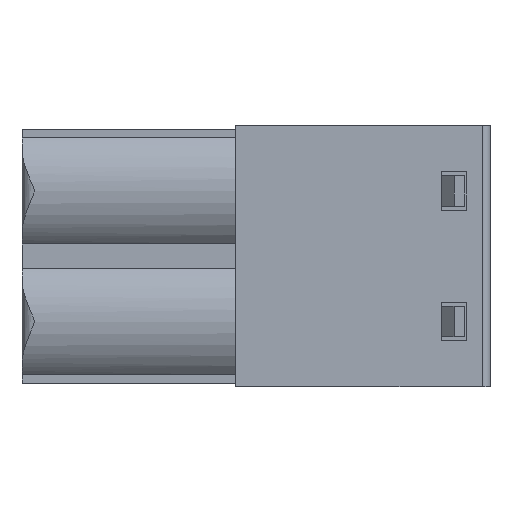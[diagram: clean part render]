
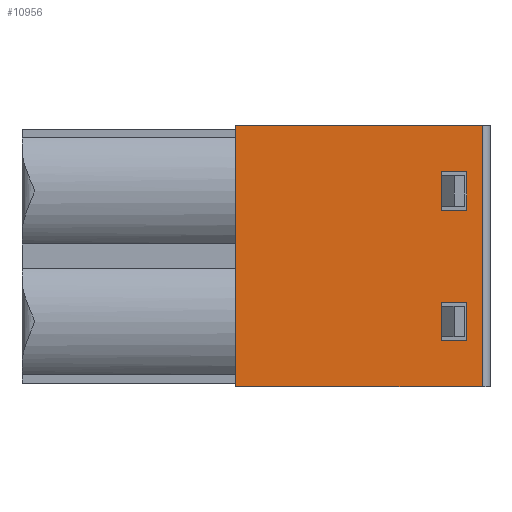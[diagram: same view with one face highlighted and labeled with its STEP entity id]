
A CAD part, front view. The second image highlights one B-rep face of the part: STEP entity #10956.
In plain terms, the highlighted planar face has unit normal (0, -1, 0).
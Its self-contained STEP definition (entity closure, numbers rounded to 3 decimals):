
#32=DIRECTION('',(1.,0.,0.));
#33=VECTOR('',#32,9.6);
#34=CARTESIAN_POINT('',(8.3,0.,2.54));
#35=LINE('',#34,#33);
#864=DIRECTION('',(1.,0.,0.));
#865=VECTOR('',#864,9.6);
#866=CARTESIAN_POINT('',(8.3,0.,-7.62));
#867=LINE('',#866,#865);
#899=DIRECTION('',(0.,0.,1.));
#900=VECTOR('',#899,10.16);
#901=CARTESIAN_POINT('',(8.3,0.,-7.62));
#902=LINE('',#901,#900);
#903=DIRECTION('',(-1.,0.,0.));
#904=VECTOR('',#903,1.);
#905=CARTESIAN_POINT('',(17.3,0.,-5.83));
#906=LINE('',#905,#904);
#907=DIRECTION('',(0.,0.,-1.));
#908=VECTOR('',#907,1.5);
#909=CARTESIAN_POINT('',(17.3,0.,-4.33));
#910=LINE('',#909,#908);
#911=DIRECTION('',(1.,0.,0.));
#912=VECTOR('',#911,1.);
#913=CARTESIAN_POINT('',(16.3,0.,-4.33));
#914=LINE('',#913,#912);
#915=DIRECTION('',(0.,0.,1.));
#916=VECTOR('',#915,1.5);
#917=CARTESIAN_POINT('',(16.3,0.,-5.83));
#918=LINE('',#917,#916);
#919=DIRECTION('',(-1.,0.,0.));
#920=VECTOR('',#919,1.);
#921=CARTESIAN_POINT('',(17.3,0.,-0.75));
#922=LINE('',#921,#920);
#923=DIRECTION('',(0.,0.,-1.));
#924=VECTOR('',#923,1.5);
#925=CARTESIAN_POINT('',(17.3,0.,0.75));
#926=LINE('',#925,#924);
#927=DIRECTION('',(1.,0.,0.));
#928=VECTOR('',#927,1.);
#929=CARTESIAN_POINT('',(16.3,0.,0.75));
#930=LINE('',#929,#928);
#931=DIRECTION('',(0.,0.,1.));
#932=VECTOR('',#931,1.5);
#933=CARTESIAN_POINT('',(16.3,0.,-0.75));
#934=LINE('',#933,#932);
#935=DIRECTION('',(0.,0.,1.));
#936=VECTOR('',#935,10.16);
#937=CARTESIAN_POINT('',(17.9,0.,-7.62));
#938=LINE('',#937,#936);
#8276=CARTESIAN_POINT('',(8.3,0.,-7.62));
#8277=CARTESIAN_POINT('',(8.3,0.,2.54));
#8278=VERTEX_POINT('',#8276);
#8279=VERTEX_POINT('',#8277);
#8384=CARTESIAN_POINT('',(17.3,0.,-0.75));
#8385=CARTESIAN_POINT('',(16.3,0.,-0.75));
#8386=VERTEX_POINT('',#8384);
#8387=VERTEX_POINT('',#8385);
#8388=CARTESIAN_POINT('',(16.3,0.,0.75));
#8389=VERTEX_POINT('',#8388);
#8390=CARTESIAN_POINT('',(17.3,0.,0.75));
#8391=VERTEX_POINT('',#8390);
#8416=CARTESIAN_POINT('',(17.3,0.,-5.83));
#8417=CARTESIAN_POINT('',(16.3,0.,-5.83));
#8418=VERTEX_POINT('',#8416);
#8419=VERTEX_POINT('',#8417);
#8420=CARTESIAN_POINT('',(16.3,0.,-4.33));
#8421=VERTEX_POINT('',#8420);
#8422=CARTESIAN_POINT('',(17.3,0.,-4.33));
#8423=VERTEX_POINT('',#8422);
#8562=CARTESIAN_POINT('',(17.9,0.,2.54));
#8564=VERTEX_POINT('',#8562);
#8646=CARTESIAN_POINT('',(17.9,0.,-7.62));
#8648=VERTEX_POINT('',#8646);
#10924=CARTESIAN_POINT('',(8.3,0.,2.54));
#10925=DIRECTION('',(0.,-1.,0.));
#10926=DIRECTION('',(1.,0.,0.));
#10927=AXIS2_PLACEMENT_3D('',#10924,#10925,#10926);
#10928=PLANE('',#10927);
#10930=ORIENTED_EDGE('',*,*,#10929,.F.);
#10931=ORIENTED_EDGE('',*,*,#10905,.F.);
#10932=ORIENTED_EDGE('',*,*,#10844,.T.);
#10933=ORIENTED_EDGE('',*,*,#10461,.T.);
#10934=EDGE_LOOP('',(#10930,#10931,#10932,#10933));
#10935=FACE_OUTER_BOUND('',#10934,.F.);
#10937=ORIENTED_EDGE('',*,*,#10936,.F.);
#10939=ORIENTED_EDGE('',*,*,#10938,.F.);
#10941=ORIENTED_EDGE('',*,*,#10940,.F.);
#10943=ORIENTED_EDGE('',*,*,#10942,.F.);
#10944=EDGE_LOOP('',(#10937,#10939,#10941,#10943));
#10945=FACE_BOUND('',#10944,.F.);
#10947=ORIENTED_EDGE('',*,*,#10946,.F.);
#10949=ORIENTED_EDGE('',*,*,#10948,.F.);
#10951=ORIENTED_EDGE('',*,*,#10950,.F.);
#10953=ORIENTED_EDGE('',*,*,#10952,.F.);
#10954=EDGE_LOOP('',(#10947,#10949,#10951,#10953));
#10955=FACE_BOUND('',#10954,.F.);
#10956=ADVANCED_FACE('',(#10935,#10945,#10955),#10928,.T.);
#10461=EDGE_CURVE('',#8279,#8564,#35,.T.);
#10844=EDGE_CURVE('',#8278,#8279,#902,.T.);
#10905=EDGE_CURVE('',#8278,#8648,#867,.T.);
#10929=EDGE_CURVE('',#8648,#8564,#938,.T.);
#10936=EDGE_CURVE('',#8418,#8419,#906,.T.);
#10938=EDGE_CURVE('',#8423,#8418,#910,.T.);
#10940=EDGE_CURVE('',#8421,#8423,#914,.T.);
#10942=EDGE_CURVE('',#8419,#8421,#918,.T.);
#10946=EDGE_CURVE('',#8386,#8387,#922,.T.);
#10948=EDGE_CURVE('',#8391,#8386,#926,.T.);
#10950=EDGE_CURVE('',#8389,#8391,#930,.T.);
#10952=EDGE_CURVE('',#8387,#8389,#934,.T.);
